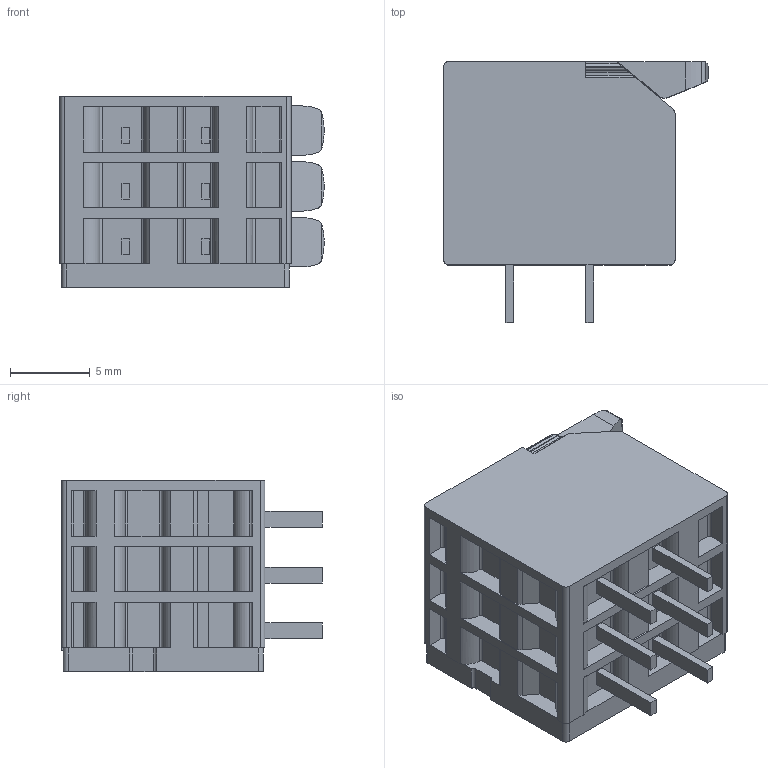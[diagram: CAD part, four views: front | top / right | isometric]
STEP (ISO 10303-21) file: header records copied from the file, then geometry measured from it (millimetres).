
FILE_DESCRIPTION(/* description */ ('STEP AP214'),/* implementation_level */ '2;1');
FILE_NAME(/* name */ '2601-1103',/* time_stamp */ '2023-03-23T15:13:23+01:00',/* author */ ('License CC BY-ND 4.0'),/* organization */ ('CADENAS'),/* preprocessor_version */ 'ST-DEVELOPER v19.3',/* originating_system */ 'PARTsolutions',/* authorisation */ ' ');
FILE_SCHEMA (('AUTOMOTIVE_DESIGN {1 0 10303 214 3 1 1}'));
Length unit declared in the file: millimetre
Products named in the file (1): 2601-1103
Bounding box: 16.58 x 16.35 x 12 mm (x, y, z)
Volume: 1974 mm3; surface area: 1725.8 mm2
Topology: 1 solids, 1 shells, 427 faces, 1192 edges, 786 vertices
Faces by surface type: plane 259, cylinder 165, cone 3
Entity records: 16736 total; most frequent: CARTESIAN_POINT 2481, ORIENTED_EDGE 2384, DIRECTION 2342, EDGE_CURVE 1192, LINE 848, VECTOR 848, VERTEX_POINT 786, AXIS2_PLACEMENT_3D 747
